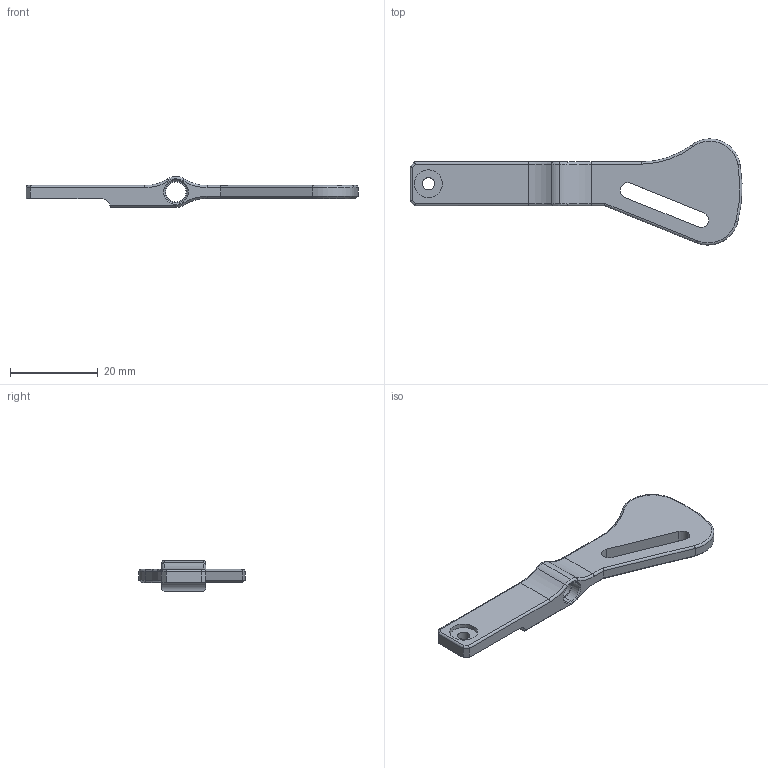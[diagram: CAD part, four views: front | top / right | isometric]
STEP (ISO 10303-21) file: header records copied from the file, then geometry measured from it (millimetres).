
FILE_DESCRIPTION (( 'STEP AP214' ), '1' );
FILE_NAME ('MirrorIambic_LHS^iambic_paddle.STEP', '2025-03-25T01:55:09', ( '' ), ( '' ), 'SwSTEP 2.0', 'SolidWorks 2024', '' );
FILE_SCHEMA (( 'AUTOMOTIVE_DESIGN' ));
Length unit declared in the file: millimetre
Products named in the file (1): MirrorIambic_LHS^iambic_paddle
Bounding box: 75.7 x 24.21 x 7.02 mm (x, y, z)
Volume: 2908.6 mm3; surface area: 2709.8 mm2
Topology: 1 solids, 1 shells, 86 faces, 199 edges, 119 vertices
Faces by surface type: cylinder 36, plane 25, cone 14, torus 11
Entity records: 2464 total; most frequent: DIRECTION 450, CARTESIAN_POINT 444, ORIENTED_EDGE 398, EDGE_CURVE 199, AXIS2_PLACEMENT_3D 177, VERTEX_POINT 119, LINE 96, EDGE_LOOP 96
